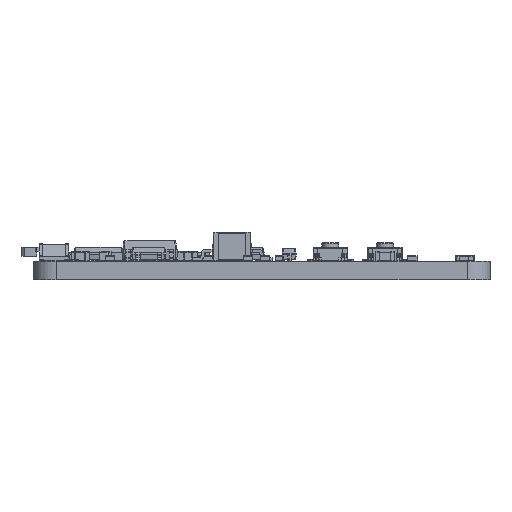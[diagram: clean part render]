
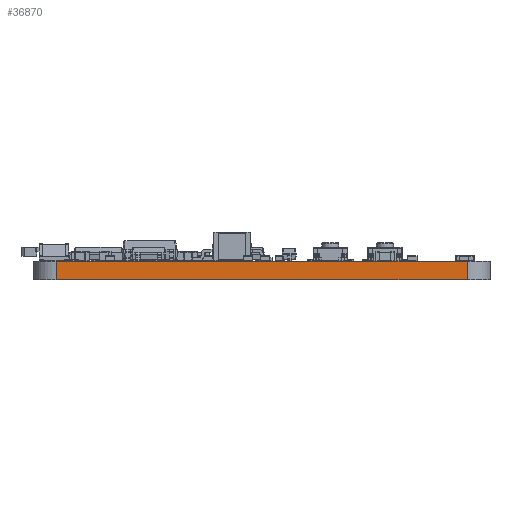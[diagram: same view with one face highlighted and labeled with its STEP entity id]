
A CAD part, front view. The second image highlights one B-rep face of the part: STEP entity #36870.
In plain terms, the highlighted planar face has unit normal (0, -1, 0).
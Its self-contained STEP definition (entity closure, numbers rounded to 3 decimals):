
#35747 = VERTEX_POINT('',#35748);
#35748 = CARTESIAN_POINT('',(1.993,-99.993,0.));
#35755 = EDGE_CURVE('',#35756,#35747,#35758,.T.);
#35756 = VERTEX_POINT('',#35757);
#35757 = CARTESIAN_POINT('',(37.993,-99.993,0.));
#35758 = LINE('',#35759,#35760);
#35759 = CARTESIAN_POINT('',(37.993,-99.993,0.));
#35760 = VECTOR('',#35761,1.);
#35761 = DIRECTION('',(-1.,0.,0.));
#36295 = VERTEX_POINT('',#36296);
#36296 = CARTESIAN_POINT('',(1.993,-99.993,1.6));
#36303 = EDGE_CURVE('',#36304,#36295,#36306,.T.);
#36304 = VERTEX_POINT('',#36305);
#36305 = CARTESIAN_POINT('',(37.993,-99.993,1.6));
#36306 = LINE('',#36307,#36308);
#36307 = CARTESIAN_POINT('',(37.993,-99.993,1.6));
#36308 = VECTOR('',#36309,1.);
#36309 = DIRECTION('',(-1.,0.,0.));
#36842 = EDGE_CURVE('',#35756,#36304,#36843,.T.);
#36843 = LINE('',#36844,#36845);
#36844 = CARTESIAN_POINT('',(37.993,-99.993,0.));
#36845 = VECTOR('',#36846,1.);
#36846 = DIRECTION('',(0.,0.,1.));
#36870 = ADVANCED_FACE('',(#36871),#36882,.T.);
#36871 = FACE_BOUND('',#36872,.T.);
#36872 = EDGE_LOOP('',(#36873,#36874,#36875,#36881));
#36873 = ORIENTED_EDGE('',*,*,#36842,.T.);
#36874 = ORIENTED_EDGE('',*,*,#36303,.T.);
#36875 = ORIENTED_EDGE('',*,*,#36876,.F.);
#36876 = EDGE_CURVE('',#35747,#36295,#36877,.T.);
#36877 = LINE('',#36878,#36879);
#36878 = CARTESIAN_POINT('',(1.993,-99.993,0.));
#36879 = VECTOR('',#36880,1.);
#36880 = DIRECTION('',(0.,0.,1.));
#36881 = ORIENTED_EDGE('',*,*,#35755,.F.);
#36882 = PLANE('',#36883);
#36883 = AXIS2_PLACEMENT_3D('',#36884,#36885,#36886);
#36884 = CARTESIAN_POINT('',(37.993,-99.993,0.));
#36885 = DIRECTION('',(0.,-1.,0.));
#36886 = DIRECTION('',(-1.,0.,0.));
